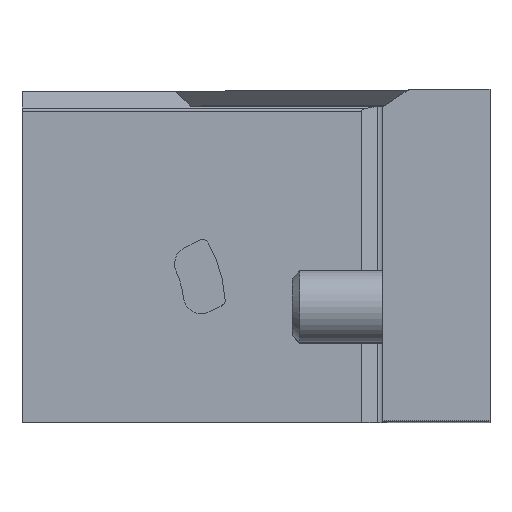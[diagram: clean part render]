
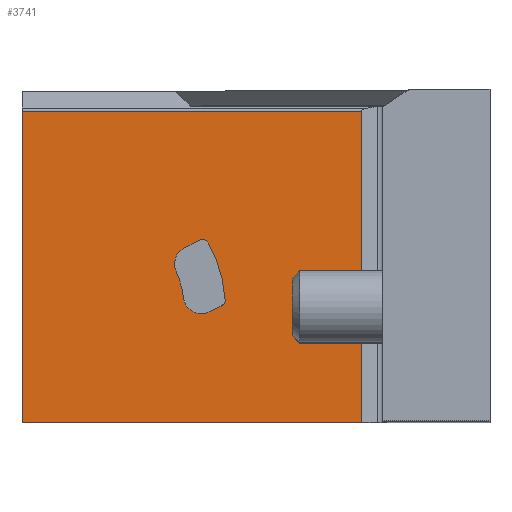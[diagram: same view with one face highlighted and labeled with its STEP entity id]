
A CAD part, top view. The second image highlights one B-rep face of the part: STEP entity #3741.
In plain terms, the highlighted planar face has unit normal (0, 0, 1).
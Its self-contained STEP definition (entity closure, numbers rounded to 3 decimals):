
#153=CIRCLE('',#3960,1.);
#154=CIRCLE('',#3961,0.3);
#155=CIRCLE('',#3962,7.3);
#156=CIRCLE('',#3963,0.3);
#157=CIRCLE('',#3964,1.);
#158=CIRCLE('',#3965,5.);
#413=ORIENTED_EDGE('',*,*,#1172,.F.);
#414=ORIENTED_EDGE('',*,*,#1173,.F.);
#415=ORIENTED_EDGE('',*,*,#1174,.F.);
#416=ORIENTED_EDGE('',*,*,#1175,.F.);
#417=ORIENTED_EDGE('',*,*,#1176,.F.);
#418=ORIENTED_EDGE('',*,*,#1177,.F.);
#419=ORIENTED_EDGE('',*,*,#1178,.F.);
#420=ORIENTED_EDGE('',*,*,#1179,.T.);
#421=ORIENTED_EDGE('',*,*,#1180,.T.);
#422=ORIENTED_EDGE('',*,*,#1181,.T.);
#423=ORIENTED_EDGE('',*,*,#1085,.T.);
#424=ORIENTED_EDGE('',*,*,#1018,.F.);
#1018=EDGE_CURVE('',#1414,#1404,#1680,.T.);
#1085=EDGE_CURVE('',#1478,#1404,#1735,.T.);
#1172=EDGE_CURVE('',#1545,#1546,#153,.T.);
#1173=EDGE_CURVE('',#1547,#1545,#1791,.T.);
#1174=EDGE_CURVE('',#1548,#1547,#154,.T.);
#1175=EDGE_CURVE('',#1549,#1548,#155,.T.);
#1176=EDGE_CURVE('',#1550,#1549,#156,.T.);
#1177=EDGE_CURVE('',#1551,#1550,#1792,.T.);
#1178=EDGE_CURVE('',#1552,#1551,#157,.T.);
#1179=EDGE_CURVE('',#1552,#1546,#158,.T.);
#1180=EDGE_CURVE('',#1414,#1553,#1793,.T.);
#1181=EDGE_CURVE('',#1553,#1478,#1794,.T.);
#1404=VERTEX_POINT('',#5008);
#1414=VERTEX_POINT('',#5028);
#1478=VERTEX_POINT('',#5163);
#1545=VERTEX_POINT('',#5350);
#1546=VERTEX_POINT('',#5351);
#1547=VERTEX_POINT('',#5353);
#1548=VERTEX_POINT('',#5355);
#1549=VERTEX_POINT('',#5357);
#1550=VERTEX_POINT('',#5359);
#1551=VERTEX_POINT('',#5361);
#1552=VERTEX_POINT('',#5363);
#1553=VERTEX_POINT('',#5366);
#1680=LINE('',#5029,#1959);
#1735=LINE('',#5162,#2014);
#1791=LINE('',#5352,#2070);
#1792=LINE('',#5360,#2071);
#1793=LINE('',#5365,#2072);
#1794=LINE('',#5367,#2073);
#1959=VECTOR('',#4190,1000.);
#2014=VECTOR('',#4275,1000.);
#2070=VECTOR('',#4421,1000.);
#2071=VECTOR('',#4428,1000.);
#2072=VECTOR('',#4433,1000.);
#2073=VECTOR('',#4434,1000.);
#2262=EDGE_LOOP('',(#413,#414,#415,#416,#417,#418,#419,#420));
#2263=EDGE_LOOP('',(#421,#422,#423,#424));
#2465=FACE_BOUND('',#2262,.T.);
#2466=FACE_BOUND('',#2263,.T.);
#2653=PLANE('',#3959);
#3741=ADVANCED_FACE('',(#2465,#2466),#2653,.T.);
#3959=AXIS2_PLACEMENT_3D('',#5348,#4417,#4418);
#3960=AXIS2_PLACEMENT_3D('',#5349,#4419,#4420);
#3961=AXIS2_PLACEMENT_3D('',#5354,#4422,#4423);
#3962=AXIS2_PLACEMENT_3D('',#5356,#4424,#4425);
#3963=AXIS2_PLACEMENT_3D('',#5358,#4426,#4427);
#3964=AXIS2_PLACEMENT_3D('',#5362,#4429,#4430);
#3965=AXIS2_PLACEMENT_3D('',#5364,#4431,#4432);
#4190=DIRECTION('',(-1.,0.,0.));
#4275=DIRECTION('',(0.,-1.,0.));
#4417=DIRECTION('',(0.,0.,1.));
#4418=DIRECTION('',(1.,0.,0.));
#4419=DIRECTION('',(0.,0.,1.));
#4420=DIRECTION('',(1.,0.,0.));
#4421=DIRECTION('',(-0.899,-0.438,0.));
#4422=DIRECTION('',(0.,0.,1.));
#4423=DIRECTION('',(1.,0.,0.));
#4424=DIRECTION('',(0.,0.,1.));
#4425=DIRECTION('',(1.,0.,0.));
#4426=DIRECTION('',(0.,0.,1.));
#4427=DIRECTION('',(1.,0.,0.));
#4428=DIRECTION('',(0.899,0.438,0.));
#4429=DIRECTION('',(0.,0.,1.));
#4430=DIRECTION('',(1.,0.,0.));
#4431=DIRECTION('',(0.,0.,1.));
#4432=DIRECTION('',(1.,0.,0.));
#4433=DIRECTION('',(0.,1.,0.));
#4434=DIRECTION('',(-1.,0.,0.));
#5008=CARTESIAN_POINT('',(-26.,0.,10.));
#5028=CARTESIAN_POINT('',(-7.136,0.,10.));
#5029=CARTESIAN_POINT('',(-6.,0.,10.));
#5162=CARTESIAN_POINT('',(-26.,18.4,10.));
#5163=CARTESIAN_POINT('',(-26.,17.293,10.));
#5348=CARTESIAN_POINT('',(-6.,18.4,10.));
#5349=CARTESIAN_POINT('',(-16.524,8.803,10.));
#5350=CARTESIAN_POINT('',(-16.963,9.702,10.));
#5351=CARTESIAN_POINT('',(-17.437,8.394,10.));
#5352=CARTESIAN_POINT('',(-16.077,10.133,10.));
#5353=CARTESIAN_POINT('',(-16.077,10.133,10.));
#5354=CARTESIAN_POINT('',(-15.946,9.864,10.));
#5355=CARTESIAN_POINT('',(-15.686,10.014,10.));
#5356=CARTESIAN_POINT('',(-22.,6.35,10.));
#5357=CARTESIAN_POINT('',(-14.712,6.776,10.));
#5358=CARTESIAN_POINT('',(-15.012,6.759,10.));
#5359=CARTESIAN_POINT('',(-14.88,6.489,10.));
#5360=CARTESIAN_POINT('',(-15.601,6.138,10.));
#5361=CARTESIAN_POINT('',(-15.601,6.138,10.));
#5362=CARTESIAN_POINT('',(-16.039,7.036,10.));
#5363=CARTESIAN_POINT('',(-17.033,6.922,10.));
#5364=CARTESIAN_POINT('',(-22.,6.35,10.));
#5365=CARTESIAN_POINT('',(-7.136,0.,10.));
#5366=CARTESIAN_POINT('',(-7.136,17.293,10.));
#5367=CARTESIAN_POINT('',(-6.,17.293,10.));
